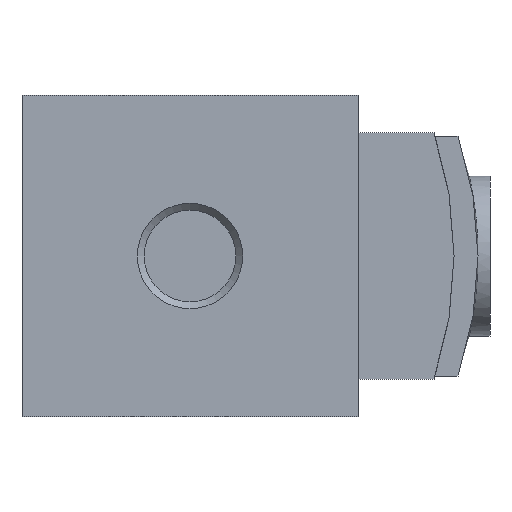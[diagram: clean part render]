
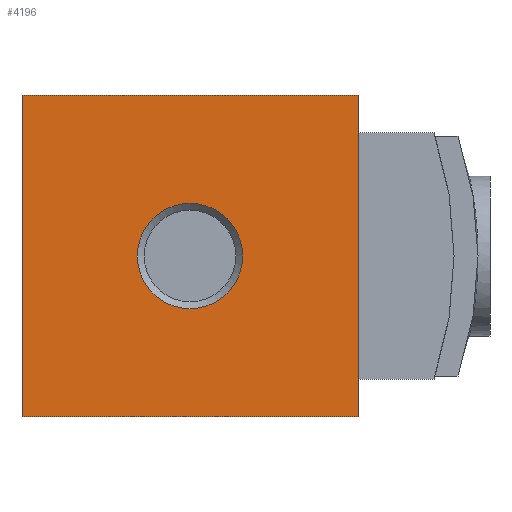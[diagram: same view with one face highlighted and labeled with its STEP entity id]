
A CAD part, front view. The second image highlights one B-rep face of the part: STEP entity #4196.
In plain terms, the highlighted planar face has unit normal (0, -1, 0).
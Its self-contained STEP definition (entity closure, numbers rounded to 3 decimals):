
#112=PLANE('',#4513);
#267=LINE('',#6036,#757);
#373=LINE('',#6258,#863);
#388=LINE('',#6296,#878);
#434=LINE('',#6414,#924);
#757=VECTOR('',#4787,1000.);
#863=VECTOR('',#4959,1000.);
#878=VECTOR('',#4988,1000.);
#924=VECTOR('',#5076,1000.);
#1751=ORIENTED_EDGE('',*,*,#2807,.F.);
#1752=ORIENTED_EDGE('',*,*,#2470,.F.);
#1753=ORIENTED_EDGE('',*,*,#2584,.F.);
#1754=ORIENTED_EDGE('',*,*,#2663,.F.);
#1755=ORIENTED_EDGE('',*,*,#2604,.F.);
#2470=EDGE_CURVE('',#3070,#3071,#267,.T.);
#2584=EDGE_CURVE('',#3153,#3070,#373,.T.);
#2604=EDGE_CURVE('',#3071,#3170,#388,.T.);
#2663=EDGE_CURVE('',#3170,#3153,#434,.T.);
#2807=EDGE_CURVE('',#3337,#3337,#3490,.T.);
#3070=VERTEX_POINT('',#6035);
#3071=VERTEX_POINT('',#6037);
#3153=VERTEX_POINT('',#6257);
#3170=VERTEX_POINT('',#6297);
#3337=VERTEX_POINT('',#6702);
#3490=CIRCLE('',#4514,6.579);
#3611=EDGE_LOOP('',(#1751));
#3612=EDGE_LOOP('',(#1752,#1753,#1754,#1755));
#3885=FACE_BOUND('',#3611,.T.);
#3886=FACE_BOUND('',#3612,.T.);
#4196=ADVANCED_FACE('',(#3885,#3886),#112,.F.);
#4513=AXIS2_PLACEMENT_3D('',#6700,#5313,#5314);
#4514=AXIS2_PLACEMENT_3D('',#6701,#5315,#5316);
#4787=DIRECTION('',(0.,0.,1.));
#4959=DIRECTION('',(-1.,0.,0.));
#4988=DIRECTION('',(1.,0.,0.));
#5076=DIRECTION('',(0.,0.,-1.));
#5313=DIRECTION('',(0.,1.,0.));
#5314=DIRECTION('',(0.,0.,1.));
#5315=DIRECTION('',(0.,-1.,0.));
#5316=DIRECTION('',(0.,0.,-1.));
#6035=CARTESIAN_POINT('',(-21.,-31.5,-20.1));
#6036=CARTESIAN_POINT('',(-21.,-31.5,-20.1));
#6037=CARTESIAN_POINT('',(-21.,-31.5,20.1));
#6257=CARTESIAN_POINT('',(21.,-31.5,-20.1));
#6258=CARTESIAN_POINT('',(21.,-31.5,-20.1));
#6296=CARTESIAN_POINT('',(-21.,-31.5,20.1));
#6297=CARTESIAN_POINT('',(21.,-31.5,20.1));
#6414=CARTESIAN_POINT('',(21.,-31.5,20.1));
#6700=CARTESIAN_POINT('',(0.,-31.5,0.));
#6701=CARTESIAN_POINT('',(0.,-31.5,0.));
#6702=CARTESIAN_POINT('',(0.,-31.5,-6.579));
